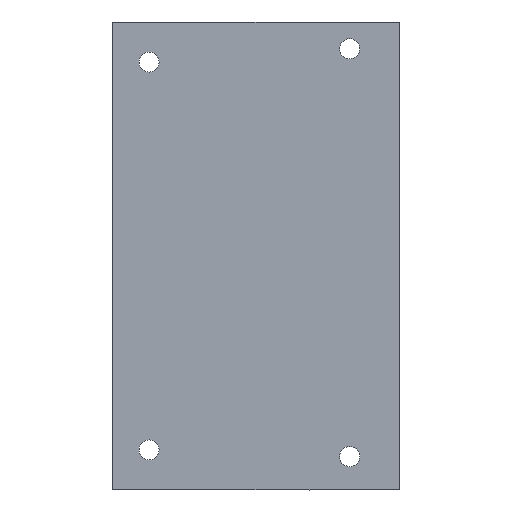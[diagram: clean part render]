
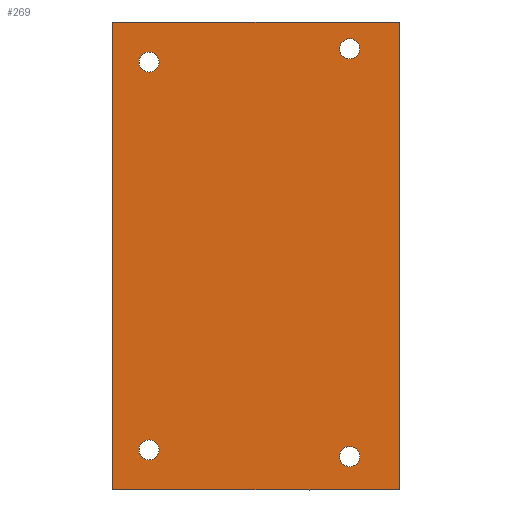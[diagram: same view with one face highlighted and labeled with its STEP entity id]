
A CAD part, left-side view. The second image highlights one B-rep face of the part: STEP entity #269.
In plain terms, the highlighted planar face has unit normal (-1, 0, 0).
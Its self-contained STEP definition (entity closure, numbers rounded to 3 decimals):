
#19=FACE_BOUND('',#50,.T.);
#20=FACE_BOUND('',#51,.T.);
#21=FACE_BOUND('',#52,.T.);
#22=FACE_BOUND('',#53,.T.);
#27=CIRCLE('',#298,1.5);
#28=CIRCLE('',#299,1.5);
#29=CIRCLE('',#300,1.5);
#30=CIRCLE('',#301,1.5);
#35=FACE_OUTER_BOUND('',#49,.T.);
#49=EDGE_LOOP('',(#187,#188,#189,#190,#191,#192,#193,#194));
#50=EDGE_LOOP('',(#195));
#51=EDGE_LOOP('',(#196));
#52=EDGE_LOOP('',(#197));
#53=EDGE_LOOP('',(#198));
#71=LINE('',#397,#99);
#72=LINE('',#399,#100);
#73=LINE('',#401,#101);
#74=LINE('',#403,#102);
#75=LINE('',#405,#103);
#76=LINE('',#407,#104);
#77=LINE('',#409,#105);
#78=LINE('',#410,#106);
#99=VECTOR('',#323,10.);
#100=VECTOR('',#324,10.);
#101=VECTOR('',#325,10.);
#102=VECTOR('',#326,10.);
#103=VECTOR('',#327,10.);
#104=VECTOR('',#328,10.);
#105=VECTOR('',#329,10.);
#106=VECTOR('',#330,10.);
#127=VERTEX_POINT('',#395);
#128=VERTEX_POINT('',#396);
#129=VERTEX_POINT('',#398);
#130=VERTEX_POINT('',#400);
#131=VERTEX_POINT('',#402);
#132=VERTEX_POINT('',#404);
#133=VERTEX_POINT('',#406);
#134=VERTEX_POINT('',#408);
#135=VERTEX_POINT('',#411);
#136=VERTEX_POINT('',#413);
#137=VERTEX_POINT('',#415);
#138=VERTEX_POINT('',#417);
#151=EDGE_CURVE('',#127,#128,#71,.T.);
#152=EDGE_CURVE('',#128,#129,#72,.T.);
#153=EDGE_CURVE('',#129,#130,#73,.T.);
#154=EDGE_CURVE('',#130,#131,#74,.T.);
#155=EDGE_CURVE('',#131,#132,#75,.T.);
#156=EDGE_CURVE('',#132,#133,#76,.T.);
#157=EDGE_CURVE('',#133,#134,#77,.T.);
#158=EDGE_CURVE('',#134,#127,#78,.T.);
#159=EDGE_CURVE('',#135,#135,#27,.T.);
#160=EDGE_CURVE('',#136,#136,#28,.T.);
#161=EDGE_CURVE('',#137,#137,#29,.T.);
#162=EDGE_CURVE('',#138,#138,#30,.T.);
#187=ORIENTED_EDGE('',*,*,#151,.T.);
#188=ORIENTED_EDGE('',*,*,#152,.T.);
#189=ORIENTED_EDGE('',*,*,#153,.T.);
#190=ORIENTED_EDGE('',*,*,#154,.T.);
#191=ORIENTED_EDGE('',*,*,#155,.T.);
#192=ORIENTED_EDGE('',*,*,#156,.T.);
#193=ORIENTED_EDGE('',*,*,#157,.T.);
#194=ORIENTED_EDGE('',*,*,#158,.T.);
#195=ORIENTED_EDGE('',*,*,#159,.T.);
#196=ORIENTED_EDGE('',*,*,#160,.T.);
#197=ORIENTED_EDGE('',*,*,#161,.T.);
#198=ORIENTED_EDGE('',*,*,#162,.F.);
#259=PLANE('',#297);
#269=ADVANCED_FACE('',(#35,#19,#20,#21,#22),#259,.T.);
#297=AXIS2_PLACEMENT_3D('',#394,#321,#322);
#298=AXIS2_PLACEMENT_3D('',#412,#331,#332);
#299=AXIS2_PLACEMENT_3D('',#414,#333,#334);
#300=AXIS2_PLACEMENT_3D('',#416,#335,#336);
#301=AXIS2_PLACEMENT_3D('',#418,#337,#338);
#321=DIRECTION('center_axis',(-1.,0.,0.));
#322=DIRECTION('ref_axis',(0.,0.,1.));
#323=DIRECTION('',(0.,0.,-1.));
#324=DIRECTION('',(0.,-1.,0.));
#325=DIRECTION('',(0.,-1.,0.));
#326=DIRECTION('',(0.,-1.,0.));
#327=DIRECTION('',(0.,0.,1.));
#328=DIRECTION('',(0.,1.,0.));
#329=DIRECTION('',(0.,1.,0.));
#330=DIRECTION('',(0.,1.,0.));
#331=DIRECTION('center_axis',(1.,0.,0.));
#332=DIRECTION('ref_axis',(0.,0.,1.));
#333=DIRECTION('center_axis',(1.,0.,0.));
#334=DIRECTION('ref_axis',(0.,0.,1.));
#335=DIRECTION('center_axis',(1.,0.,0.));
#336=DIRECTION('ref_axis',(0.,0.,1.));
#337=DIRECTION('center_axis',(-1.,0.,0.));
#338=DIRECTION('ref_axis',(0.,0.,1.));
#394=CARTESIAN_POINT('Origin',(-55.,1.5,0.));
#395=CARTESIAN_POINT('',(-55.,23.,35.));
#396=CARTESIAN_POINT('',(-55.,23.,-35.));
#397=CARTESIAN_POINT('',(-55.,23.,35.));
#398=CARTESIAN_POINT('',(-55.,9.5,-35.));
#399=CARTESIAN_POINT('',(-55.,23.,-35.));
#400=CARTESIAN_POINT('',(-55.,-6.5,-35.));
#401=CARTESIAN_POINT('',(-55.,9.5,-35.));
#402=CARTESIAN_POINT('',(-55.,-20.,-35.));
#403=CARTESIAN_POINT('',(-55.,-6.5,-35.));
#404=CARTESIAN_POINT('',(-55.,-20.,35.));
#405=CARTESIAN_POINT('',(-55.,-20.,-35.));
#406=CARTESIAN_POINT('',(-55.,-6.5,35.));
#407=CARTESIAN_POINT('',(-55.,-20.,35.));
#408=CARTESIAN_POINT('',(-55.,9.5,35.));
#409=CARTESIAN_POINT('',(-55.,9.5,35.));
#410=CARTESIAN_POINT('',(-55.,9.5,35.));
#411=CARTESIAN_POINT('',(-55.,-12.5,-31.5));
#412=CARTESIAN_POINT('Origin',(-55.,-12.5,-30.));
#413=CARTESIAN_POINT('',(-55.,17.5,27.5));
#414=CARTESIAN_POINT('Origin',(-55.,17.5,29.));
#415=CARTESIAN_POINT('',(-55.,-12.5,29.5));
#416=CARTESIAN_POINT('Origin',(-55.,-12.5,31.));
#417=CARTESIAN_POINT('',(-55.,17.5,-30.5));
#418=CARTESIAN_POINT('Origin',(-55.,17.5,-29.));
